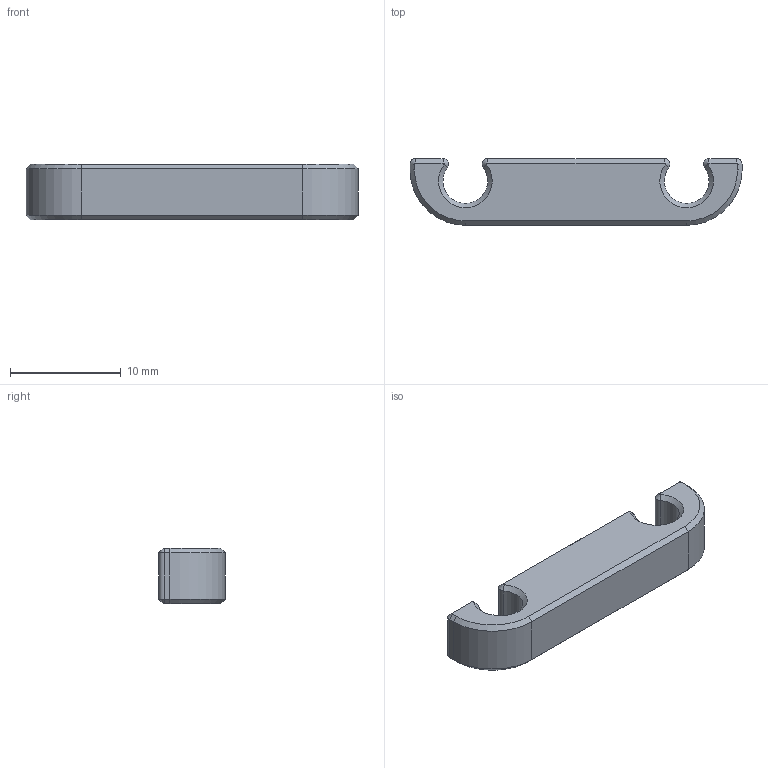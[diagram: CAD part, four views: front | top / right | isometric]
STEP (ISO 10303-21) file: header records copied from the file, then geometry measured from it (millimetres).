
FILE_DESCRIPTION(('Open CASCADE Model'),'2;1');
FILE_NAME('Open CASCADE Shape Model','2024-08-27T16:20:19',('Author'),( 'Open CASCADE'),'Open CASCADE STEP processor 7.7','Open CASCADE 7.7' ,'Unknown');
FILE_SCHEMA(('AUTOMOTIVE_DESIGN { 1 0 10303 214 1 1 1 1 }'));
Length unit declared in the file: millimetre
Products named in the file (1): Open CASCADE STEP translator 7.7 103
Bounding box: 30 x 6.02 x 5 mm (x, y, z)
Volume: 699.7 mm3; surface area: 654.6 mm2
Topology: 1 solids, 1 shells, 50 faces, 112 edges, 64 vertices
Faces by surface type: plane 20, cone 20, cylinder 10
Entity records: 2806 total; most frequent: CARTESIAN_POINT 615, DIRECTION 394, ORIENTED_EDGE 224, PCURVE 224, DEFINITIONAL_REPRESENTATION 224, LINE 208, VECTOR 208, EDGE_CURVE 112
